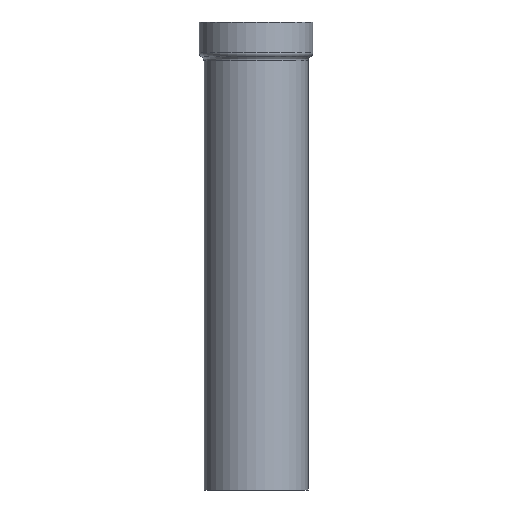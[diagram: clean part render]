
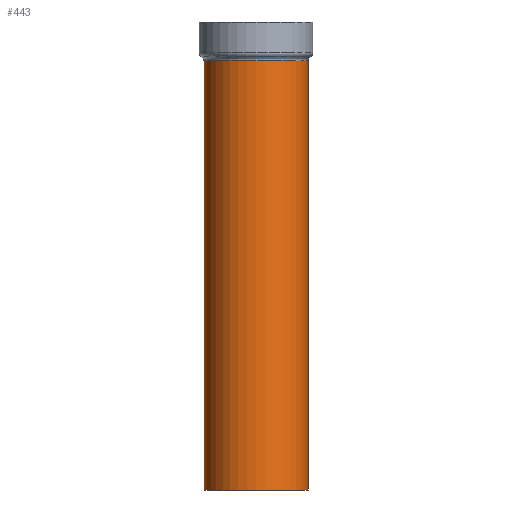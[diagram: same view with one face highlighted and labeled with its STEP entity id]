
A CAD part, front view. The second image highlights one B-rep face of the part: STEP entity #443.
In plain terms, the highlighted cylindrical face has radius 11 mm (diameter 22 mm), a partial arc.
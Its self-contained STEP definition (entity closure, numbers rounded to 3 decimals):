
#111=CARTESIAN_POINT('Vertex',(-11.,0.,90.768)) ;
#114=CARTESIAN_POINT('Axis2P3D Location',(0.,0.,90.768)) ;
#118=CARTESIAN_POINT('Vertex',(11.,0.,90.768)) ;
#212=CARTESIAN_POINT('Axis2P3D Location',(0.,0.,46.5)) ;
#408=CARTESIAN_POINT('Vertex',(11.,0.,0.)) ;
#410=CARTESIAN_POINT('Vertex',(-11.,0.,0.)) ;
#413=CARTESIAN_POINT('Axis2P3D Location',(0.,0.,0.)) ;
#427=CARTESIAN_POINT('Line Origine',(-11.,0.,49.5)) ;
#432=CARTESIAN_POINT('Line Origine',(11.,0.,49.5)) ;
#429=VECTOR('Line Direction',#428,1.) ;
#434=VECTOR('Line Direction',#433,1.) ;
#115=DIRECTION('Axis2P3D Direction',(0.,-0.,1.)) ;
#213=DIRECTION('Axis2P3D Direction',(0.,0.,1.)) ;
#214=DIRECTION('Axis2P3D XDirection',(1.,0.,0.)) ;
#414=DIRECTION('Axis2P3D Direction',(0.,0.,1.)) ;
#428=DIRECTION('Vector Direction',(0.,0.,1.)) ;
#433=DIRECTION('Vector Direction',(0.,0.,1.)) ;
#116=AXIS2_PLACEMENT_3D('Circle Axis2P3D',#114,#115,$) ;
#215=AXIS2_PLACEMENT_3D('Cylinder Axis2P3D',#212,#213,#214) ;
#415=AXIS2_PLACEMENT_3D('Circle Axis2P3D',#413,#414,$) ;
#430=LINE('Line',#427,#429) ;
#435=LINE('Line',#432,#434) ;
#117=CIRCLE('generated circle',#116,11.) ;
#416=CIRCLE('generated circle',#415,11.) ;
#216=CYLINDRICAL_SURFACE('generated cylinder',#215,11.) ;
#120=EDGE_CURVE('',#119,#112,#117,.F.) ;
#417=EDGE_CURVE('',#411,#409,#416,.T.) ;
#431=EDGE_CURVE('',#411,#112,#430,.T.) ;
#436=EDGE_CURVE('',#409,#119,#435,.T.) ;
#438=ORIENTED_EDGE('',*,*,#431,.F.) ;
#439=ORIENTED_EDGE('',*,*,#417,.T.) ;
#440=ORIENTED_EDGE('',*,*,#436,.T.) ;
#441=ORIENTED_EDGE('',*,*,#120,.T.) ;
#437=EDGE_LOOP('',(#438,#439,#440,#441)) ;
#112=VERTEX_POINT('',#111) ;
#119=VERTEX_POINT('',#118) ;
#409=VERTEX_POINT('',#408) ;
#411=VERTEX_POINT('',#410) ;
#443=ADVANCED_FACE('PartBody',(#442),#216,.T.) ;
#442=FACE_OUTER_BOUND('',#437,.T.) ;
